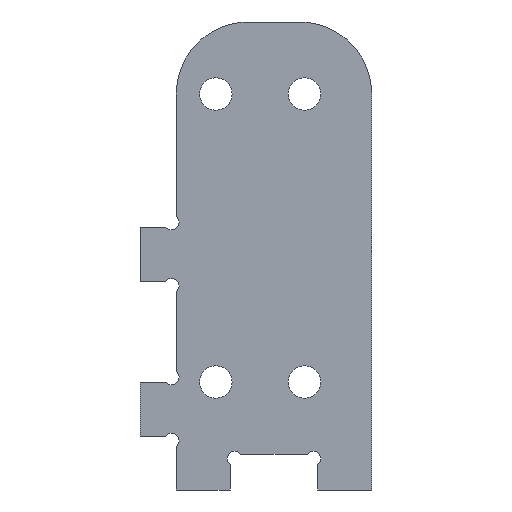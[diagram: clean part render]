
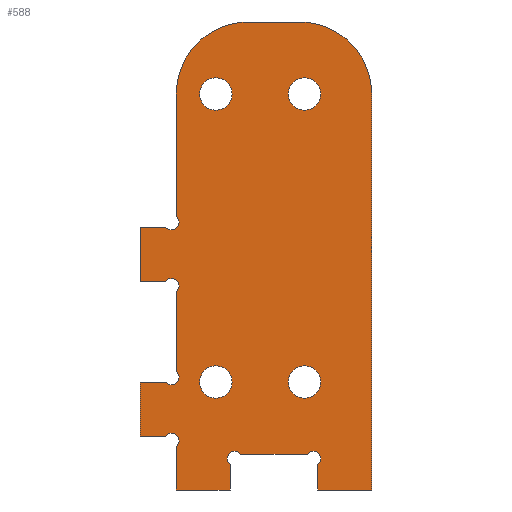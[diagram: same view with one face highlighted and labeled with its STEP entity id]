
A CAD part, left-side view. The second image highlights one B-rep face of the part: STEP entity #588.
In plain terms, the highlighted planar face has unit normal (-1, 0, 0).
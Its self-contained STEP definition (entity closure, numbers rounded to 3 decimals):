
#19=FACE_BOUND('',#91,.T.);
#20=FACE_BOUND('',#92,.T.);
#21=FACE_BOUND('',#93,.T.);
#22=FACE_BOUND('',#94,.T.);
#30=PLANE('',#652);
#56=FACE_OUTER_BOUND('',#90,.T.);
#90=EDGE_LOOP('',(#477,#478,#479,#480,#481,#482,#483,#484,#485,#486,#487,
#488,#489,#490,#491,#492,#493,#494,#495,#496,#497,#498,#499,#500));
#91=EDGE_LOOP('',(#501));
#92=EDGE_LOOP('',(#502));
#93=EDGE_LOOP('',(#503));
#94=EDGE_LOOP('',(#504));
#109=CIRCLE('',#618,2.05);
#111=CIRCLE('',#621,2.05);
#113=CIRCLE('',#624,2.05);
#115=CIRCLE('',#627,2.05);
#117=CIRCLE('',#630,2.05);
#119=CIRCLE('',#633,2.05);
#127=CIRCLE('',#648,20.);
#128=CIRCLE('',#651,20.);
#129=CIRCLE('',#653,4.5);
#130=CIRCLE('',#654,4.5);
#131=CIRCLE('',#655,4.5);
#132=CIRCLE('',#656,4.5);
#145=LINE('',#898,#205);
#148=LINE('',#904,#208);
#151=LINE('',#909,#211);
#153=LINE('',#913,#213);
#156=LINE('',#919,#216);
#173=LINE('',#962,#233);
#174=LINE('',#966,#234);
#175=LINE('',#968,#235);
#176=LINE('',#970,#236);
#177=LINE('',#971,#237);
#178=LINE('',#973,#238);
#179=LINE('',#974,#239);
#180=LINE('',#976,#240);
#181=LINE('',#977,#241);
#182=LINE('',#979,#242);
#183=LINE('',#980,#243);
#205=VECTOR('',#723,10.);
#208=VECTOR('',#728,10.);
#211=VECTOR('',#733,10.);
#213=VECTOR('',#737,10.);
#216=VECTOR('',#742,10.);
#233=VECTOR('',#779,10.);
#234=VECTOR('',#786,10.);
#235=VECTOR('',#787,10.);
#236=VECTOR('',#788,10.);
#237=VECTOR('',#789,10.);
#238=VECTOR('',#790,10.);
#239=VECTOR('',#791,10.);
#240=VECTOR('',#792,10.);
#241=VECTOR('',#793,10.);
#242=VECTOR('',#794,10.);
#243=VECTOR('',#795,10.);
#253=VERTEX_POINT('',#843);
#255=VERTEX_POINT('',#846);
#257=VERTEX_POINT('',#852);
#259=VERTEX_POINT('',#855);
#261=VERTEX_POINT('',#861);
#263=VERTEX_POINT('',#864);
#265=VERTEX_POINT('',#870);
#267=VERTEX_POINT('',#873);
#269=VERTEX_POINT('',#879);
#271=VERTEX_POINT('',#882);
#273=VERTEX_POINT('',#888);
#275=VERTEX_POINT('',#891);
#277=VERTEX_POINT('',#897);
#279=VERTEX_POINT('',#903);
#281=VERTEX_POINT('',#912);
#283=VERTEX_POINT('',#918);
#297=VERTEX_POINT('',#954);
#298=VERTEX_POINT('',#956);
#299=VERTEX_POINT('',#960);
#300=VERTEX_POINT('',#967);
#301=VERTEX_POINT('',#969);
#302=VERTEX_POINT('',#972);
#303=VERTEX_POINT('',#975);
#304=VERTEX_POINT('',#978);
#305=VERTEX_POINT('',#981);
#306=VERTEX_POINT('',#983);
#307=VERTEX_POINT('',#985);
#308=VERTEX_POINT('',#987);
#310=EDGE_CURVE('',#255,#253,#109,.T.);
#314=EDGE_CURVE('',#259,#257,#111,.T.);
#318=EDGE_CURVE('',#263,#261,#113,.T.);
#322=EDGE_CURVE('',#267,#265,#115,.T.);
#326=EDGE_CURVE('',#271,#269,#117,.T.);
#330=EDGE_CURVE('',#275,#273,#119,.T.);
#333=EDGE_CURVE('',#255,#277,#145,.T.);
#336=EDGE_CURVE('',#263,#279,#148,.T.);
#339=EDGE_CURVE('',#259,#265,#151,.T.);
#341=EDGE_CURVE('',#267,#281,#153,.T.);
#344=EDGE_CURVE('',#271,#283,#156,.T.);
#365=EDGE_CURVE('',#297,#298,#127,.T.);
#368=EDGE_CURVE('',#299,#297,#173,.T.);
#369=EDGE_CURVE('',#279,#299,#128,.T.);
#370=EDGE_CURVE('',#275,#253,#174,.T.);
#371=EDGE_CURVE('',#273,#300,#175,.T.);
#372=EDGE_CURVE('',#301,#300,#176,.T.);
#373=EDGE_CURVE('',#301,#298,#177,.T.);
#374=EDGE_CURVE('',#261,#302,#178,.T.);
#375=EDGE_CURVE('',#281,#302,#179,.T.);
#376=EDGE_CURVE('',#257,#303,#180,.T.);
#377=EDGE_CURVE('',#283,#303,#181,.T.);
#378=EDGE_CURVE('',#304,#269,#182,.T.);
#379=EDGE_CURVE('',#277,#304,#183,.T.);
#380=EDGE_CURVE('',#305,#305,#129,.T.);
#381=EDGE_CURVE('',#306,#306,#130,.T.);
#382=EDGE_CURVE('',#307,#307,#131,.T.);
#383=EDGE_CURVE('',#308,#308,#132,.T.);
#477=ORIENTED_EDGE('',*,*,#310,.T.);
#478=ORIENTED_EDGE('',*,*,#370,.F.);
#479=ORIENTED_EDGE('',*,*,#330,.T.);
#480=ORIENTED_EDGE('',*,*,#371,.T.);
#481=ORIENTED_EDGE('',*,*,#372,.F.);
#482=ORIENTED_EDGE('',*,*,#373,.T.);
#483=ORIENTED_EDGE('',*,*,#365,.F.);
#484=ORIENTED_EDGE('',*,*,#368,.F.);
#485=ORIENTED_EDGE('',*,*,#369,.F.);
#486=ORIENTED_EDGE('',*,*,#336,.F.);
#487=ORIENTED_EDGE('',*,*,#318,.T.);
#488=ORIENTED_EDGE('',*,*,#374,.T.);
#489=ORIENTED_EDGE('',*,*,#375,.F.);
#490=ORIENTED_EDGE('',*,*,#341,.F.);
#491=ORIENTED_EDGE('',*,*,#322,.T.);
#492=ORIENTED_EDGE('',*,*,#339,.F.);
#493=ORIENTED_EDGE('',*,*,#314,.T.);
#494=ORIENTED_EDGE('',*,*,#376,.T.);
#495=ORIENTED_EDGE('',*,*,#377,.F.);
#496=ORIENTED_EDGE('',*,*,#344,.F.);
#497=ORIENTED_EDGE('',*,*,#326,.T.);
#498=ORIENTED_EDGE('',*,*,#378,.F.);
#499=ORIENTED_EDGE('',*,*,#379,.F.);
#500=ORIENTED_EDGE('',*,*,#333,.F.);
#501=ORIENTED_EDGE('',*,*,#380,.T.);
#502=ORIENTED_EDGE('',*,*,#381,.T.);
#503=ORIENTED_EDGE('',*,*,#382,.T.);
#504=ORIENTED_EDGE('',*,*,#383,.T.);
#588=ADVANCED_FACE('',(#56,#19,#20,#21,#22),#30,.T.);
#618=AXIS2_PLACEMENT_3D('',#847,#676,#677);
#621=AXIS2_PLACEMENT_3D('',#856,#684,#685);
#624=AXIS2_PLACEMENT_3D('',#865,#692,#693);
#627=AXIS2_PLACEMENT_3D('',#874,#700,#701);
#630=AXIS2_PLACEMENT_3D('',#883,#708,#709);
#633=AXIS2_PLACEMENT_3D('',#892,#716,#717);
#648=AXIS2_PLACEMENT_3D('',#957,#773,#774);
#651=AXIS2_PLACEMENT_3D('',#964,#782,#783);
#652=AXIS2_PLACEMENT_3D('',#965,#784,#785);
#653=AXIS2_PLACEMENT_3D('',#982,#796,#797);
#654=AXIS2_PLACEMENT_3D('',#984,#798,#799);
#655=AXIS2_PLACEMENT_3D('',#986,#800,#801);
#656=AXIS2_PLACEMENT_3D('',#988,#802,#803);
#676=DIRECTION('center_axis',(1.,0.,0.));
#677=DIRECTION('ref_axis',(0.,-1.,0.));
#684=DIRECTION('center_axis',(1.,0.,0.));
#685=DIRECTION('ref_axis',(0.,-1.,0.));
#692=DIRECTION('center_axis',(1.,0.,0.));
#693=DIRECTION('ref_axis',(0.,-1.,0.));
#700=DIRECTION('center_axis',(1.,0.,0.));
#701=DIRECTION('ref_axis',(0.,-1.,0.));
#708=DIRECTION('center_axis',(1.,0.,0.));
#709=DIRECTION('ref_axis',(0.,-1.,0.));
#716=DIRECTION('center_axis',(1.,0.,0.));
#717=DIRECTION('ref_axis',(0.,-1.,0.));
#723=DIRECTION('',(0.,0.,-1.));
#728=DIRECTION('',(0.,0.,1.));
#733=DIRECTION('',(0.,0.,1.));
#737=DIRECTION('',(0.,1.,0.));
#742=DIRECTION('',(0.,1.,0.));
#773=DIRECTION('center_axis',(1.,0.,0.));
#774=DIRECTION('ref_axis',(0.,-0.707,0.707));
#779=DIRECTION('',(0.,-1.,0.));
#782=DIRECTION('center_axis',(1.,0.,0.));
#783=DIRECTION('ref_axis',(0.,0.707,0.707));
#784=DIRECTION('center_axis',(-1.,0.,0.));
#785=DIRECTION('ref_axis',(0.,-1.,0.));
#786=DIRECTION('',(0.,1.,0.));
#787=DIRECTION('',(0.,0.,-1.));
#788=DIRECTION('',(0.,1.,0.));
#789=DIRECTION('',(0.,0.,1.));
#790=DIRECTION('',(0.,1.,0.));
#791=DIRECTION('',(0.,0.,1.));
#792=DIRECTION('',(0.,1.,0.));
#793=DIRECTION('',(0.,0.,1.));
#794=DIRECTION('',(0.,0.,1.));
#795=DIRECTION('',(0.,1.,0.));
#796=DIRECTION('center_axis',(1.,0.,0.));
#797=DIRECTION('ref_axis',(0.,1.,0.));
#798=DIRECTION('center_axis',(1.,0.,0.));
#799=DIRECTION('ref_axis',(0.,1.,0.));
#800=DIRECTION('center_axis',(1.,0.,0.));
#801=DIRECTION('ref_axis',(0.,1.,0.));
#802=DIRECTION('center_axis',(1.,0.,0.));
#803=DIRECTION('ref_axis',(0.,1.,0.));
#843=CARTESIAN_POINT('',(26.72,86.445,638.5));
#846=CARTESIAN_POINT('',(26.72,89.325,635.62));
#847=CARTESIAN_POINT('Origin',(26.72,88.052,637.227));
#852=CARTESIAN_POINT('',(26.72,107.205,658.5));
#855=CARTESIAN_POINT('',(26.72,104.325,661.38));
#856=CARTESIAN_POINT('Origin',(26.72,105.598,659.773));
#861=CARTESIAN_POINT('',(26.72,107.205,701.5));
#864=CARTESIAN_POINT('',(26.72,104.325,704.38));
#865=CARTESIAN_POINT('Origin',(26.72,105.598,702.773));
#870=CARTESIAN_POINT('',(26.72,104.325,683.62));
#873=CARTESIAN_POINT('',(26.72,107.205,686.5));
#874=CARTESIAN_POINT('Origin',(26.72,105.598,685.227));
#879=CARTESIAN_POINT('',(26.72,104.325,640.62));
#882=CARTESIAN_POINT('',(26.72,107.205,643.5));
#883=CARTESIAN_POINT('Origin',(26.72,105.598,642.227));
#888=CARTESIAN_POINT('',(26.72,65.,635.62));
#891=CARTESIAN_POINT('',(26.72,67.88,638.5));
#892=CARTESIAN_POINT('Origin',(26.72,66.273,637.227));
#897=CARTESIAN_POINT('',(26.72,89.325,628.5));
#898=CARTESIAN_POINT('',(26.72,89.325,638.5));
#903=CARTESIAN_POINT('',(26.72,104.325,738.5));
#904=CARTESIAN_POINT('',(26.72,104.325,638.5));
#909=CARTESIAN_POINT('',(26.72,104.325,638.5));
#912=CARTESIAN_POINT('',(26.72,114.325,686.5));
#913=CARTESIAN_POINT('',(26.72,104.325,686.5));
#918=CARTESIAN_POINT('',(26.72,114.325,643.5));
#919=CARTESIAN_POINT('',(26.72,104.325,643.5));
#954=CARTESIAN_POINT('',(26.72,70.,758.5));
#956=CARTESIAN_POINT('',(26.72,50.,738.5));
#957=CARTESIAN_POINT('Origin',(26.72,70.,738.5));
#960=CARTESIAN_POINT('',(26.72,84.325,758.5));
#962=CARTESIAN_POINT('',(26.72,60.,758.5));
#964=CARTESIAN_POINT('Origin',(26.72,84.325,738.5));
#965=CARTESIAN_POINT('Origin',(26.72,104.325,638.5));
#966=CARTESIAN_POINT('',(26.72,60.,638.5));
#967=CARTESIAN_POINT('',(26.72,65.,628.5));
#968=CARTESIAN_POINT('',(26.72,65.,638.5));
#969=CARTESIAN_POINT('',(26.72,50.,628.5));
#970=CARTESIAN_POINT('',(26.72,50.,628.5));
#971=CARTESIAN_POINT('',(26.72,50.,638.5));
#972=CARTESIAN_POINT('',(26.72,114.325,701.5));
#973=CARTESIAN_POINT('',(26.72,104.325,701.5));
#974=CARTESIAN_POINT('',(26.72,114.325,638.5));
#975=CARTESIAN_POINT('',(26.72,114.325,658.5));
#976=CARTESIAN_POINT('',(26.72,104.325,658.5));
#977=CARTESIAN_POINT('',(26.72,114.325,638.5));
#978=CARTESIAN_POINT('',(26.72,104.325,628.5));
#979=CARTESIAN_POINT('',(26.72,104.325,638.5));
#980=CARTESIAN_POINT('',(26.72,50.,628.5));
#981=CARTESIAN_POINT('',(26.72,88.825,658.5));
#982=CARTESIAN_POINT('Origin',(26.72,93.325,658.5));
#983=CARTESIAN_POINT('',(26.72,64.175,738.5));
#984=CARTESIAN_POINT('Origin',(26.72,68.675,738.5));
#985=CARTESIAN_POINT('',(26.72,88.825,738.5));
#986=CARTESIAN_POINT('Origin',(26.72,93.325,738.5));
#987=CARTESIAN_POINT('',(26.72,64.175,658.5));
#988=CARTESIAN_POINT('Origin',(26.72,68.675,658.5));
